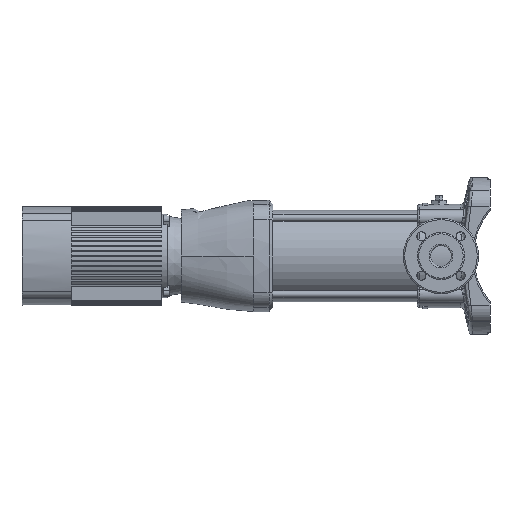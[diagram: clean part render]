
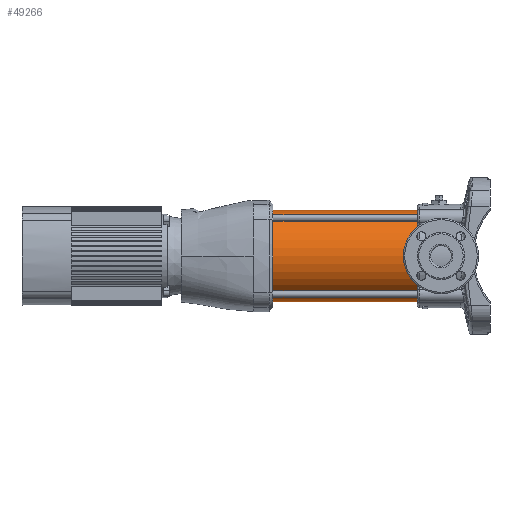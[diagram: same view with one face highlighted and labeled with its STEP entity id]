
A CAD part, left-side view. The second image highlights one B-rep face of the part: STEP entity #49266.
In plain terms, the highlighted cylindrical face has radius 70 mm (diameter 140 mm), a partial arc.
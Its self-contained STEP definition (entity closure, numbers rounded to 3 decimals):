
#1642 = DIRECTION ( 'NONE',  ( 0., 0., 1. ) ) ;
#2192 = VECTOR ( 'NONE', #32109, 1000. ) ;
#4104 = DIRECTION ( 'NONE',  ( 0., -1., 0. ) ) ;
#5391 = LINE ( 'NONE', #10932, #2192 ) ;
#6961 = CARTESIAN_POINT ( 'NONE',  ( 0., 332., -70. ) ) ;
#7785 = CARTESIAN_POINT ( 'NONE',  ( 0., 332., 70. ) ) ;
#10932 = CARTESIAN_POINT ( 'NONE',  ( 0., 332., 70. ) ) ;
#13508 = DIRECTION ( 'NONE',  ( 0., 1., 0. ) ) ;
#16586 = VECTOR ( 'NONE', #54142, 1000. ) ;
#18279 = CARTESIAN_POINT ( 'NONE',  ( 0., 111., 0. ) ) ;
#19278 = EDGE_CURVE ( 'NONE', #27434, #60703, #60721, .T. ) ;
#21348 = VERTEX_POINT ( 'NONE', #26115 ) ;
#21954 = EDGE_LOOP ( 'NONE', ( #62178, #59882, #38289, #30663 ) ) ;
#22355 = VERTEX_POINT ( 'NONE', #7785 ) ;
#26115 = CARTESIAN_POINT ( 'NONE',  ( 0., 111., 70. ) ) ;
#27434 = VERTEX_POINT ( 'NONE', #62006 ) ;
#29474 = CARTESIAN_POINT ( 'NONE',  ( 0., 332., 0. ) ) ;
#30663 = ORIENTED_EDGE ( 'NONE', *, *, #34435, .T. ) ;
#30827 = DIRECTION ( 'NONE',  ( 0., 0., -1. ) ) ;
#31005 = AXIS2_PLACEMENT_3D ( 'NONE', #29474, #13508, #39553 ) ;
#31182 = CYLINDRICAL_SURFACE ( 'NONE', #50986, 70. ) ;
#32109 = DIRECTION ( 'NONE',  ( 0., -1., 0. ) ) ;
#34435 = EDGE_CURVE ( 'NONE', #60703, #21348, #40762, .T. ) ;
#36287 = AXIS2_PLACEMENT_3D ( 'NONE', #18279, #48874, #1642 ) ;
#38289 = ORIENTED_EDGE ( 'NONE', *, *, #19278, .T. ) ;
#39553 = DIRECTION ( 'NONE',  ( 0., 0., 1. ) ) ;
#39884 = CIRCLE ( 'NONE', #31005, 70. ) ;
#40762 = CIRCLE ( 'NONE', #36287, 70. ) ;
#46438 = CARTESIAN_POINT ( 'NONE',  ( 0., 332., 0. ) ) ;
#48874 = DIRECTION ( 'NONE',  ( 0., 1., 0. ) ) ;
#49221 = EDGE_CURVE ( 'NONE', #27434, #22355, #39884, .T. ) ;
#49266 = ADVANCED_FACE ( 'NONE', ( #56862 ), #31182, .T. ) ;
#50986 = AXIS2_PLACEMENT_3D ( 'NONE', #46438, #4104, #30827 ) ;
#52441 = EDGE_CURVE ( 'NONE', #22355, #21348, #5391, .T. ) ;
#54142 = DIRECTION ( 'NONE',  ( 0., -1., 0. ) ) ;
#56862 = FACE_OUTER_BOUND ( 'NONE', #21954, .T. ) ;
#59882 = ORIENTED_EDGE ( 'NONE', *, *, #49221, .F. ) ;
#60703 = VERTEX_POINT ( 'NONE', #67296 ) ;
#60721 = LINE ( 'NONE', #6961, #16586 ) ;
#62006 = CARTESIAN_POINT ( 'NONE',  ( 0., 332., -70. ) ) ;
#62178 = ORIENTED_EDGE ( 'NONE', *, *, #52441, .F. ) ;
#67296 = CARTESIAN_POINT ( 'NONE',  ( 0., 111., -70. ) ) ;
